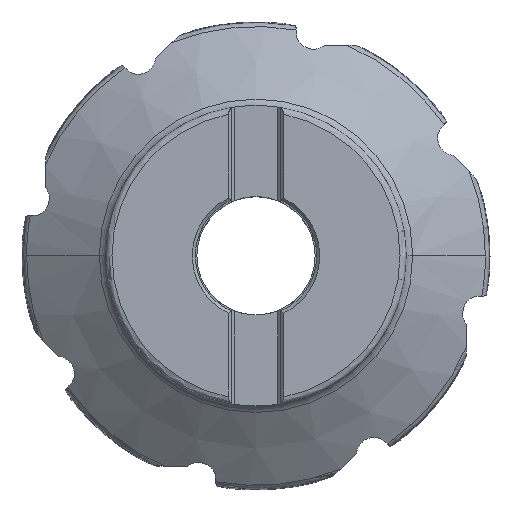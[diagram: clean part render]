
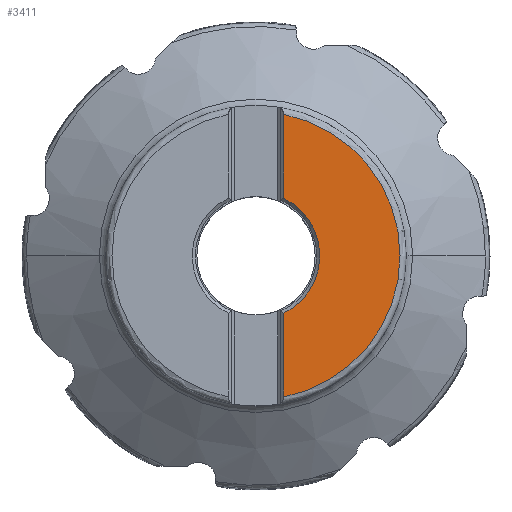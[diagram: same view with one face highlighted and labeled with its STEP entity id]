
A CAD part, top view. The second image highlights one B-rep face of the part: STEP entity #3411.
In plain terms, the highlighted planar face has unit normal (0, 0, 1).
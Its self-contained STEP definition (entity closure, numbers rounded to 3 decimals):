
#454=LINE('',#38938,#1080);
#455=LINE('',#38942,#1081);
#1080=VECTOR('',#21075,1.);
#1081=VECTOR('',#21080,1.);
#2424=FACE_OUTER_BOUND('',#4710,.T.);
#3411=ADVANCED_FACE('',(#2424),#4283,.T.);
#4283=PLANE('',#18722);
#4710=EDGE_LOOP('',(#8048,#8049,#8050,#8051,#8052));
#8048=ORIENTED_EDGE('',*,*,#15135,.F.);
#8049=ORIENTED_EDGE('',*,*,#15136,.F.);
#8050=ORIENTED_EDGE('',*,*,#15130,.F.);
#8051=ORIENTED_EDGE('',*,*,#15129,.F.);
#8052=ORIENTED_EDGE('',*,*,#15134,.F.);
#13074=VERTEX_POINT('',#38900);
#13075=VERTEX_POINT('',#38901);
#13076=VERTEX_POINT('',#38903);
#13077=VERTEX_POINT('',#38937);
#13078=VERTEX_POINT('',#38941);
#15129=EDGE_CURVE('',#13074,#13075,#17393,.T.);
#15130=EDGE_CURVE('',#13075,#13076,#17394,.T.);
#15134=EDGE_CURVE('',#13077,#13074,#454,.T.);
#15135=EDGE_CURVE('',#13078,#13077,#17395,.T.);
#15136=EDGE_CURVE('',#13076,#13078,#455,.T.);
#17393=CIRCLE('',#18717,46.419);
#17394=CIRCLE('',#18718,46.419);
#17395=CIRCLE('',#18721,20.55);
#18717=AXIS2_PLACEMENT_3D('',#38899,#21069,#21070);
#18718=AXIS2_PLACEMENT_3D('',#38902,#21071,#21072);
#18721=AXIS2_PLACEMENT_3D('',#38940,#21078,#21079);
#18722=AXIS2_PLACEMENT_3D('',#38943,#21081,#21082);
#21069=DIRECTION('',(0.,0.,-1.));
#21070=DIRECTION('',(0.193,0.981,0.));
#21071=DIRECTION('',(0.,0.,-1.));
#21072=DIRECTION('',(1.,0.,0.));
#21075=DIRECTION('',(0.,1.,0.));
#21078=DIRECTION('',(0.,0.,1.));
#21079=DIRECTION('',(0.435,-0.9,0.));
#21080=DIRECTION('',(0.,1.,0.));
#21081=DIRECTION('',(0.,0.,1.));
#21082=DIRECTION('',(-1.,0.,0.));
#38899=CARTESIAN_POINT('',(0.,0.,0.));
#38900=CARTESIAN_POINT('',(8.938,45.55,0.));
#38901=CARTESIAN_POINT('',(46.419,-0.021,0.));
#38902=CARTESIAN_POINT('',(0.,0.,0.));
#38903=CARTESIAN_POINT('',(8.938,-45.55,0.));
#38937=CARTESIAN_POINT('',(8.938,18.505,0.));
#38938=CARTESIAN_POINT('',(8.938,18.505,0.));
#38940=CARTESIAN_POINT('',(0.,0.,0.));
#38941=CARTESIAN_POINT('',(8.937,-18.505,0.));
#38942=CARTESIAN_POINT('',(8.938,-45.55,0.));
#38943=CARTESIAN_POINT('',(27.678,0.,0.));
